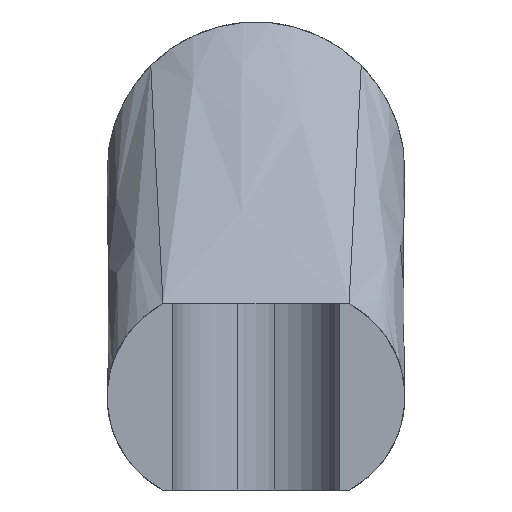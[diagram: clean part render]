
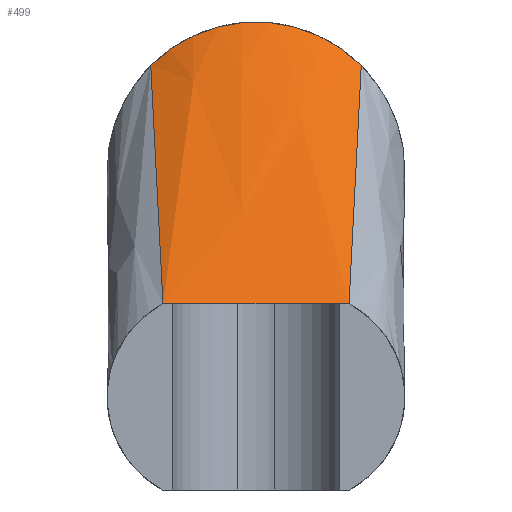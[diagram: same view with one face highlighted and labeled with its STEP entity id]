
A CAD part, front view. The second image highlights one B-rep face of the part: STEP entity #499.
In plain terms, the highlighted free-form (B-spline) face has degree [3, 3] with [5, 4] control points.
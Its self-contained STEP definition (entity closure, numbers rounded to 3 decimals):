
#34=B_SPLINE_SURFACE_WITH_KNOTS('',3,3,((#748,#749,#750,#751),(#752,#753,
#754,#755),(#756,#757,#758,#759),(#760,#761,#762,#763),(#764,#765,#766,
#767)),.UNSPECIFIED.,.F.,.F.,.F.,(4,1,4),(4,4),(0.,0.571,1.),
(0.,1.),.UNSPECIFIED.);
#40=CIRCLE('',#544,4.);
#80=FACE_OUTER_BOUND('',#109,.T.);
#109=EDGE_LOOP('',(#352,#353,#354,#355));
#150=LINE('',#770,#188);
#151=LINE('',#772,#189);
#152=LINE('',#775,#190);
#188=VECTOR('',#609,10.);
#189=VECTOR('',#610,8.782);
#190=VECTOR('',#613,8.782);
#227=VERTEX_POINT('',#768);
#228=VERTEX_POINT('',#769);
#229=VERTEX_POINT('',#771);
#230=VERTEX_POINT('',#773);
#277=EDGE_CURVE('',#227,#228,#150,.T.);
#278=EDGE_CURVE('',#228,#229,#151,.T.);
#279=EDGE_CURVE('',#229,#230,#40,.T.);
#280=EDGE_CURVE('',#227,#230,#152,.T.);
#352=ORIENTED_EDGE('',*,*,#277,.T.);
#353=ORIENTED_EDGE('',*,*,#278,.T.);
#354=ORIENTED_EDGE('',*,*,#279,.T.);
#355=ORIENTED_EDGE('',*,*,#280,.F.);
#499=ADVANCED_FACE('',(#80),#34,.F.);
#544=AXIS2_PLACEMENT_3D('',#774,#611,#612);
#609=DIRECTION('',(1.,0.,0.));
#610=DIRECTION('',(0.037,0.683,0.729));
#611=DIRECTION('center_axis',(0.,-1.,0.));
#612=DIRECTION('ref_axis',(-1.,0.,0.));
#613=DIRECTION('',(-0.037,0.683,0.729));
#748=CARTESIAN_POINT('Ctrl Pts',(2.5,16.505,2.5));
#749=CARTESIAN_POINT('Ctrl Pts',(2.609,18.505,4.635));
#750=CARTESIAN_POINT('Ctrl Pts',(2.719,20.505,6.77));
#751=CARTESIAN_POINT('Ctrl Pts',(2.828,22.505,8.905));
#752=CARTESIAN_POINT('Ctrl Pts',(1.548,16.505,2.5));
#753=CARTESIAN_POINT('Ctrl Pts',(1.694,18.505,4.921));
#754=CARTESIAN_POINT('Ctrl Pts',(1.836,20.505,7.33));
#755=CARTESIAN_POINT('Ctrl Pts',(1.982,22.505,9.751));
#756=CARTESIAN_POINT('Ctrl Pts',(-0.119,16.505,2.5));
#757=CARTESIAN_POINT('Ctrl Pts',(-0.144,18.505,5.168));
#758=CARTESIAN_POINT('Ctrl Pts',(-0.168,20.505,7.839));
#759=CARTESIAN_POINT('Ctrl Pts',(-0.193,22.505,10.507));
#760=CARTESIAN_POINT('Ctrl Pts',(-1.786,16.505,2.5));
#761=CARTESIAN_POINT('Ctrl Pts',(-1.923,18.505,4.846));
#762=CARTESIAN_POINT('Ctrl Pts',(-2.056,20.505,7.193));
#763=CARTESIAN_POINT('Ctrl Pts',(-2.194,22.505,9.539));
#764=CARTESIAN_POINT('Ctrl Pts',(-2.5,16.505,2.5));
#765=CARTESIAN_POINT('Ctrl Pts',(-2.609,18.505,4.635));
#766=CARTESIAN_POINT('Ctrl Pts',(-2.719,20.505,6.77));
#767=CARTESIAN_POINT('Ctrl Pts',(-2.828,22.505,8.905));
#768=CARTESIAN_POINT('',(-2.5,16.505,2.5));
#769=CARTESIAN_POINT('',(2.5,16.505,2.5));
#770=CARTESIAN_POINT('',(-1.25,16.505,2.5));
#771=CARTESIAN_POINT('',(2.828,22.505,8.905));
#772=CARTESIAN_POINT('',(2.5,16.505,2.5));
#773=CARTESIAN_POINT('',(-2.828,22.505,8.905));
#774=CARTESIAN_POINT('Origin',(0.,22.505,6.076));
#775=CARTESIAN_POINT('',(-2.5,16.505,2.5));
